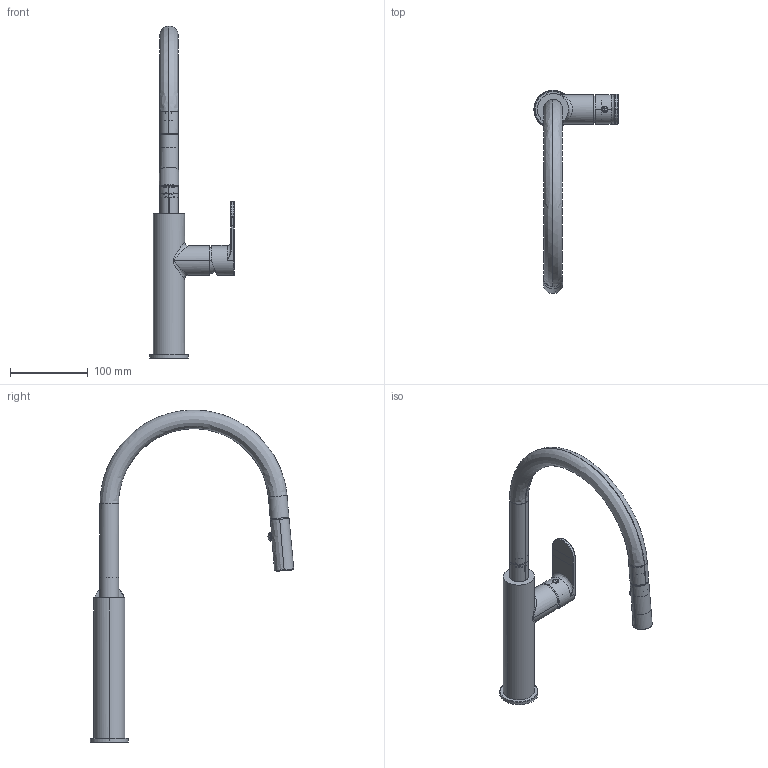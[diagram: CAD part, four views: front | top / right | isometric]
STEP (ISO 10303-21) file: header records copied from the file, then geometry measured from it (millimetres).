
FILE_DESCRIPTION(/* description */ (''),/* implementation_level */ '2;1');
FILE_NAME(/* name */ 'STEP - 164073601_2267440',/* time_stamp */ '2024-11-12T11:44:36+11:00',/* author */ (''),/* organization */ (''),/* preprocessor_version */ 'ST-DEVELOPER v16.5',/* originating_system */ 'Rhino 7.37',/* authorisation */ '');
FILE_SCHEMA (('CONFIG_CONTROL_DESIGN'));
Length unit declared in the file: millimetre
Products named in the file (20): Document; 164073601_ASM; 20800091060125; 20203041077524; 20501179160123; 20800249060120; 208001490601_AF019; 20201698022618; 210018779926; 20704390070112; 208001380601_AF110; 2050555301269; 20502303010516; 20401177990115; 2060930127026; 2060628001265; 20312539162678; 207043910701_AF0; 2050765901024; 20147639012612
Assembly tree (20 placements, depth 3):
  Document
    164073601_ASM
      20800091060125
      20203041077524
      20501179160123
      20800249060120  x2
      208001490601_AF019
      20201698022618
      210018779926
      20704390070112
      208001380601_AF110
      2050555301269
      20502303010516
      20401177990115
      2060930127026
      2060628001265
      20312539162678
      207043910701_AF0
      2050765901024
      20147639012612
Bounding box: 108.08 x 261.29 x 426.38 mm (x, y, z)
Volume: 147270.7 mm3; surface area: 189253.5 mm2
Topology: 21 solids, 32 shells, 1934 faces, 5219 edges, 3381 vertices
Faces by surface type: plane 967, cylinder 593, bspline 374
Entity records: 74044 total; most frequent: CARTESIAN_POINT 38422, ORIENTED_EDGE 10316, EDGE_CURVE 5186, B_SPLINE_CURVE_WITH_KNOTS 3851, VERTEX_POINT 3377, EDGE_LOOP 2115, ADVANCED_FACE 1930, FACE_OUTER_BOUND 1930
